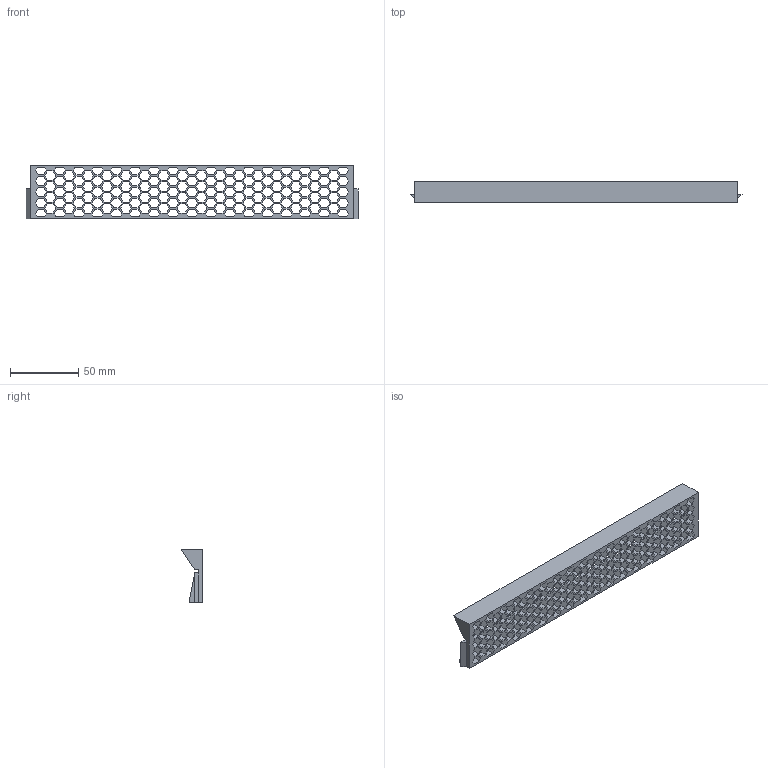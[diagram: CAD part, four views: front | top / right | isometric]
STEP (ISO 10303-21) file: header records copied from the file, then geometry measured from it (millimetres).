
FILE_DESCRIPTION (( 'STEP AP214' ), '1' );
FILE_NAME ('Mid-Section-Intake-grill-(v1.2).STEP', '2025-08-08T16:12:16', ( '' ), ( '' ), 'SwSTEP 2.0', 'SolidWorks 2023', '' );
FILE_SCHEMA (( 'AUTOMOTIVE_DESIGN' ));
Length unit declared in the file: millimetre
Products named in the file (1): Mid-Section-Intake-grill-(v1.2)
Bounding box: 243.5 x 16 x 39.5 mm (x, y, z)
Volume: 25895.2 mm3; surface area: 37754.9 mm2
Topology: 1 solids, 1 shells, 968 faces, 3140 edges, 2090 vertices
Faces by surface type: plane 968
Entity records: 34363 total; most frequent: ORIENTED_EDGE 6280, CARTESIAN_POINT 6199, DIRECTION 5078, LINE 3140, VECTOR 3140, EDGE_CURVE 3140, VERTEX_POINT 2090, EDGE_LOOP 1182
